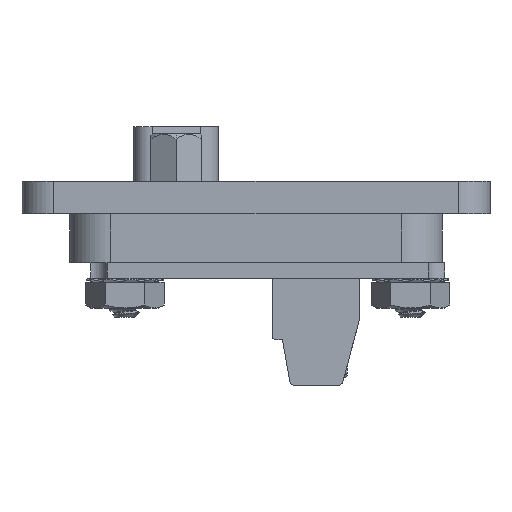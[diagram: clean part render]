
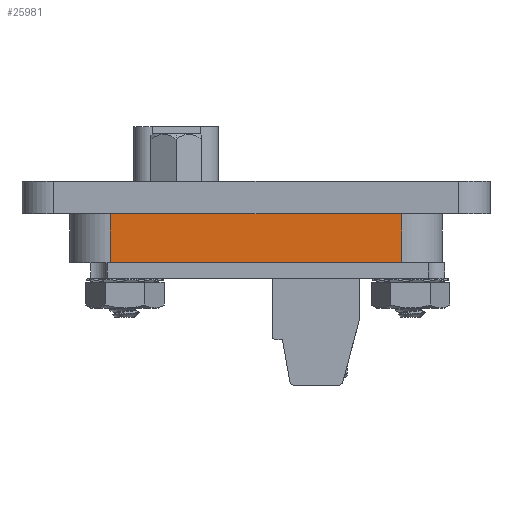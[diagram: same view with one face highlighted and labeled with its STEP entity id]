
A CAD part, left-side view. The second image highlights one B-rep face of the part: STEP entity #25981.
In plain terms, the highlighted planar face has unit normal (-1, 0, 0).
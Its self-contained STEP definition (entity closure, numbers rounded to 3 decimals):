
#821 = DIRECTION ( 'NONE',  ( 0., 0., -1. ) ) ;
#977 = LINE ( 'NONE', #14068, #29775 ) ;
#994 = VECTOR ( 'NONE', #821, 1000. ) ;
#1928 = VERTEX_POINT ( 'NONE', #31003 ) ;
#2188 = EDGE_CURVE ( 'NONE', #2725, #1928, #977, .T. ) ;
#2725 = VERTEX_POINT ( 'NONE', #24857 ) ;
#3320 = CARTESIAN_POINT ( 'NONE',  ( 5.298, 134.796, 4.572 ) ) ;
#4151 = VECTOR ( 'NONE', #13345, 1000. ) ;
#5060 = FACE_OUTER_BOUND ( 'NONE', #30111, .T. ) ;
#5240 = CARTESIAN_POINT ( 'NONE',  ( 5.298, 107.614, 0. ) ) ;
#5703 = EDGE_CURVE ( 'NONE', #1928, #13959, #22274, .T. ) ;
#10859 = CARTESIAN_POINT ( 'NONE',  ( 5.298, 134.796, 0. ) ) ;
#11876 = ORIENTED_EDGE ( 'NONE', *, *, #2188, .F. ) ;
#13207 = PLANE ( 'NONE',  #26520 ) ;
#13345 = DIRECTION ( 'NONE',  ( 0., 0., -1. ) ) ;
#13959 = VERTEX_POINT ( 'NONE', #17144 ) ;
#14068 = CARTESIAN_POINT ( 'NONE',  ( 5.298, 107.614, 4.572 ) ) ;
#14084 = CARTESIAN_POINT ( 'NONE',  ( 5.298, 107.614, 4.572 ) ) ;
#15294 = LINE ( 'NONE', #5240, #23643 ) ;
#15951 = DIRECTION ( 'NONE',  ( 0., 0., -1. ) ) ;
#17144 = CARTESIAN_POINT ( 'NONE',  ( 5.298, 107.614, 0. ) ) ;
#22274 = LINE ( 'NONE', #14084, #994 ) ;
#23431 = VERTEX_POINT ( 'NONE', #10859 ) ;
#23612 = DIRECTION ( 'NONE',  ( 1., 0., 0. ) ) ;
#23643 = VECTOR ( 'NONE', #25685, 1000. ) ;
#23931 = LINE ( 'NONE', #3320, #4151 ) ;
#24857 = CARTESIAN_POINT ( 'NONE',  ( 5.298, 134.796, 4.572 ) ) ;
#25685 = DIRECTION ( 'NONE',  ( 0., -1., 0. ) ) ;
#25981 = ADVANCED_FACE ( 'NONE', ( #5060 ), #13207, .F. ) ;
#26355 = ORIENTED_EDGE ( 'NONE', *, *, #5703, .F. ) ;
#26520 = AXIS2_PLACEMENT_3D ( 'NONE', #30818, #23612, #15951 ) ;
#26694 = DIRECTION ( 'NONE',  ( 0., -1., 0. ) ) ;
#28166 = ORIENTED_EDGE ( 'NONE', *, *, #29904, .T. ) ;
#28339 = EDGE_CURVE ( 'NONE', #23431, #13959, #15294, .T. ) ;
#29775 = VECTOR ( 'NONE', #26694, 1000. ) ;
#29904 = EDGE_CURVE ( 'NONE', #2725, #23431, #23931, .T. ) ;
#30111 = EDGE_LOOP ( 'NONE', ( #30844, #26355, #11876, #28166 ) ) ;
#30818 = CARTESIAN_POINT ( 'NONE',  ( 5.298, 107.614, 4.572 ) ) ;
#30844 = ORIENTED_EDGE ( 'NONE', *, *, #28339, .T. ) ;
#31003 = CARTESIAN_POINT ( 'NONE',  ( 5.298, 107.614, 4.572 ) ) ;
